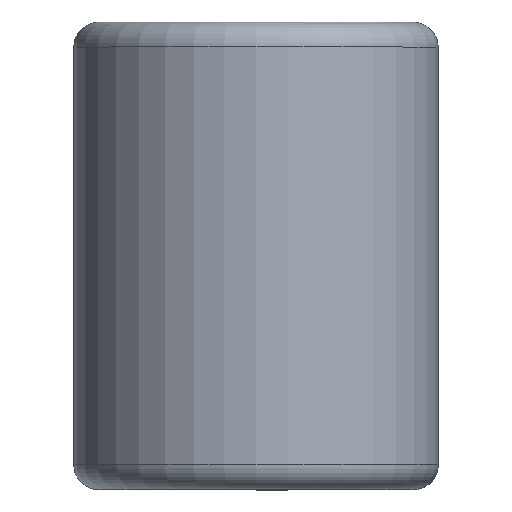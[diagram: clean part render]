
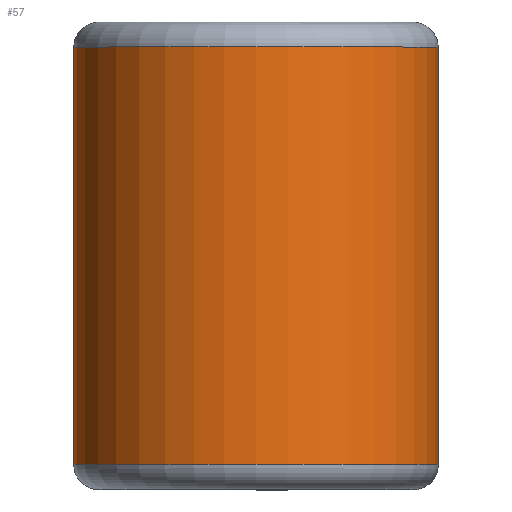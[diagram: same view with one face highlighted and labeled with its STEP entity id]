
A CAD part, top view. The second image highlights one B-rep face of the part: STEP entity #57.
In plain terms, the highlighted cylindrical face has radius 5.575 mm (diameter 11.151 mm), a partial arc.
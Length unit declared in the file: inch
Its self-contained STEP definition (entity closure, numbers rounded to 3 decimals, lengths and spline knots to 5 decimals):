
#57 = ADVANCED_FACE ( 'NONE', ( #2915 ), #2622, .T. ) ;
#147 = CARTESIAN_POINT ( 'NONE',  ( 0., 0.25, 0.25 ) ) ;
#322 = DIRECTION ( 'NONE',  ( 0., 1., 0. ) ) ;
#337 = LINE ( 'NONE', #2632, #2731 ) ;
#462 = CARTESIAN_POINT ( 'NONE',  ( 0.2195, -0.25125, 0.25 ) ) ;
#505 = DIRECTION ( 'NONE',  ( 0., 1., 0. ) ) ;
#630 = ORIENTED_EDGE ( 'NONE', *, *, #2665, .T. ) ;
#663 = CARTESIAN_POINT ( 'NONE',  ( -0.2195, 0.25125, 0.25 ) ) ;
#726 = EDGE_CURVE ( 'NONE', #2111, #837, #1355, .T. ) ;
#792 = EDGE_CURVE ( 'NONE', #934, #2841, #1318, .T. ) ;
#828 = DIRECTION ( 'NONE',  ( 0., -1., 0. ) ) ;
#837 = VERTEX_POINT ( 'NONE', #663 ) ;
#867 = DIRECTION ( 'NONE',  ( 0., -1., 0. ) ) ;
#934 = VERTEX_POINT ( 'NONE', #462 ) ;
#1021 = CARTESIAN_POINT ( 'NONE',  ( 0.2195, 0.25125, 0.25 ) ) ;
#1063 = DIRECTION ( 'NONE',  ( 0., -1., 0. ) ) ;
#1261 = EDGE_LOOP ( 'NONE', ( #630, #2807, #2944, #1750 ) ) ;
#1291 = DIRECTION ( 'NONE',  ( 0., 0., -1. ) ) ;
#1318 = CIRCLE ( 'NONE', #1854, 0.2195 ) ;
#1355 = CIRCLE ( 'NONE', #2383, 0.2195 ) ;
#1750 = ORIENTED_EDGE ( 'NONE', *, *, #792, .F. ) ;
#1836 = VECTOR ( 'NONE', #505, 39.37008 ) ;
#1854 = AXIS2_PLACEMENT_3D ( 'NONE', #2277, #867, #2509 ) ;
#1892 = CARTESIAN_POINT ( 'NONE',  ( -0.2195, 0.25125, 0.25 ) ) ;
#2111 = VERTEX_POINT ( 'NONE', #1021 ) ;
#2142 = AXIS2_PLACEMENT_3D ( 'NONE', #147, #1063, #1291 ) ;
#2238 = CARTESIAN_POINT ( 'NONE',  ( 0., 0.25125, 0.25 ) ) ;
#2277 = CARTESIAN_POINT ( 'NONE',  ( 0., -0.25125, 0.25 ) ) ;
#2383 = AXIS2_PLACEMENT_3D ( 'NONE', #2238, #828, #2469 ) ;
#2460 = LINE ( 'NONE', #1892, #1836 ) ;
#2469 = DIRECTION ( 'NONE',  ( 0., 0., -1. ) ) ;
#2509 = DIRECTION ( 'NONE',  ( 0., 0., -1. ) ) ;
#2567 = CARTESIAN_POINT ( 'NONE',  ( -0.2195, -0.25125, 0.25 ) ) ;
#2622 = CYLINDRICAL_SURFACE ( 'NONE', #2142, 0.2195 ) ;
#2632 = CARTESIAN_POINT ( 'NONE',  ( 0.2195, 0.25125, 0.25 ) ) ;
#2665 = EDGE_CURVE ( 'NONE', #934, #2111, #337, .T. ) ;
#2731 = VECTOR ( 'NONE', #322, 39.37008 ) ;
#2807 = ORIENTED_EDGE ( 'NONE', *, *, #726, .T. ) ;
#2841 = VERTEX_POINT ( 'NONE', #2567 ) ;
#2862 = EDGE_CURVE ( 'NONE', #2841, #837, #2460, .T. ) ;
#2915 = FACE_OUTER_BOUND ( 'NONE', #1261, .T. ) ;
#2944 = ORIENTED_EDGE ( 'NONE', *, *, #2862, .F. ) ;
